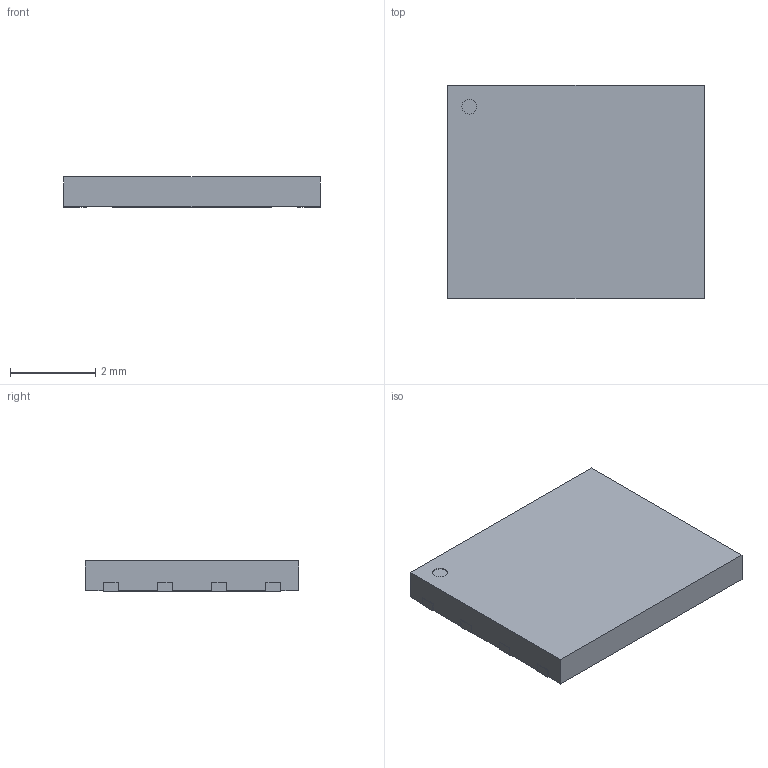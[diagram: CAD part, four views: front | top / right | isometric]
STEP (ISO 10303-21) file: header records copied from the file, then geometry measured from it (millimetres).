
FILE_DESCRIPTION(/* description */ (''),/* implementation_level */ '2;1');
FILE_NAME(/* name */ 'WSON-8-1EP_6x5mm_P1.27mm_EP3.4x4mm.step',/* time_stamp */ '2023-12-11T18:41:27+01:00',/* author */ (''),/* organization */ (''),/* preprocessor_version */ 'ST-DEVELOPER v20',/* originating_system */ 'Autodesk Translation Framework v12.14.0.127',/* authorisation */ '');
FILE_SCHEMA (('AUTOMOTIVE_DESIGN { 1 0 10303 214 3 1 1 }'));
Length unit declared in the file: millimetre
Products named in the file (1): (Unsaved)
Bounding box: 6.02 x 5 x 0.71 mm (x, y, z)
Volume: 21.2 mm3; surface area: 75.8 mm2
Topology: 1 solids, 1 shells, 291 faces, 628 edges, 341 vertices
Faces by surface type: plane 291
Entity records: 7543 total; most frequent: CARTESIAN_POINT 1261, ORIENTED_EDGE 1256, DIRECTION 1212, LINE 628, VECTOR 628, EDGE_CURVE 628, VERTEX_POINT 341, EDGE_LOOP 293
